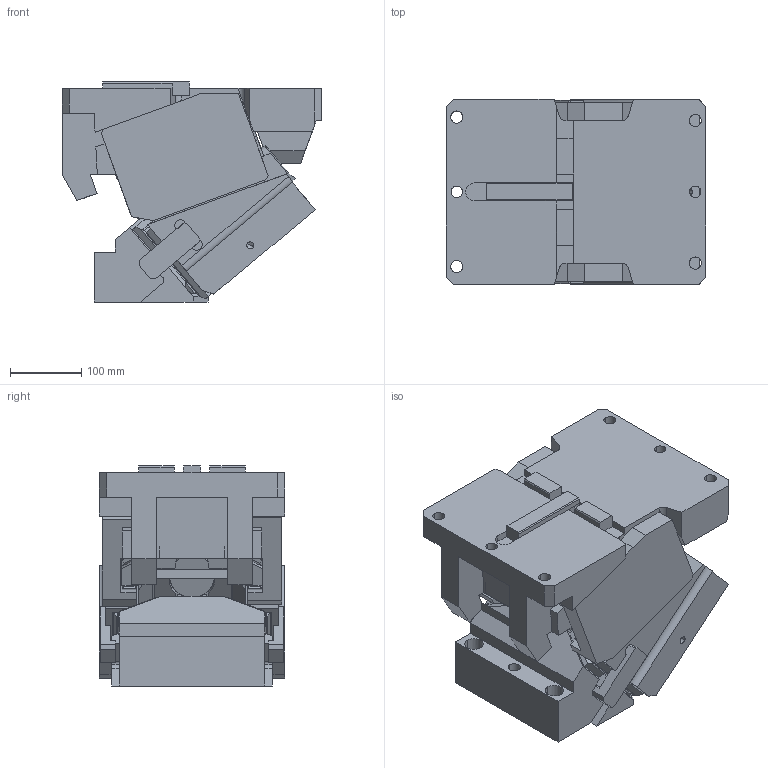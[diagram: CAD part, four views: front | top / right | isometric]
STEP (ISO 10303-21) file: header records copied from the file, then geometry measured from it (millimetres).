
FILE_DESCRIPTION(('CATIA V5 STEP Exchange'),'2;1');
FILE_NAME('CACV_F_260_50.stp','2015-04-27T06:57:22+00:00',('none'),('none'),'CATIA Version 5 Release 19 SP 2 (IN-10)','CATIA V5 STEP AP203','none');
FILE_SCHEMA(('CONFIG_CONTROL_DESIGN'));
Length unit declared in the file: millimetre
Products named in the file (1): CACV_F_260_50
Bounding box: 365 x 260 x 309 mm (x, y, z)
Volume: 17302839 mm3; surface area: 944195.7 mm2
Topology: 3 solids, 5 shells, 624 faces, 1875 edges, 1246 vertices
Faces by surface type: plane 461, cylinder 157, cone 6
Entity records: 21774 total; most frequent: CARTESIAN_POINT 5643, ORIENTED_EDGE 3738, DIRECTION 2705, EDGE_CURVE 1869, VECTOR 1494, LINE 1494, VERTEX_POINT 1246, AXIS2_PLACEMENT_3D 700
